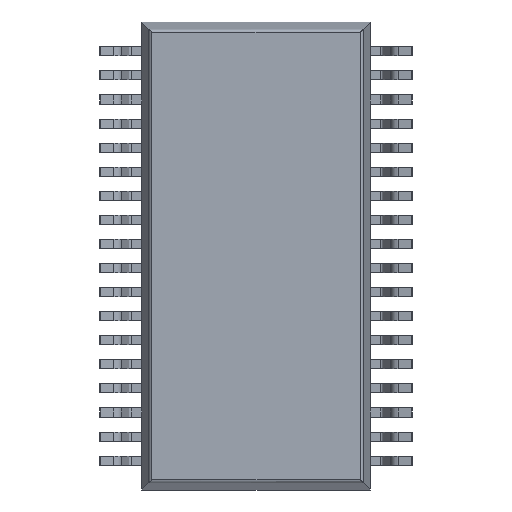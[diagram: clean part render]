
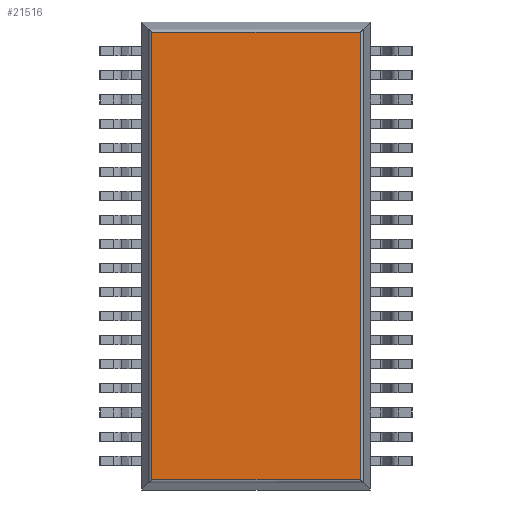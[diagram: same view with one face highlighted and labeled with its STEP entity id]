
A CAD part, front view. The second image highlights one B-rep face of the part: STEP entity #21516.
In plain terms, the highlighted planar face has unit normal (0, -1, 0).
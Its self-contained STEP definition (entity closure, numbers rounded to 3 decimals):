
#11901 = CARTESIAN_POINT ( 'NONE',  ( -3.459, 0.15, -7.434 ) ) ;
#11928 = CARTESIAN_POINT ( 'NONE',  ( 3.459, 0.15, -7.434 ) ) ;
#11929 = DIRECTION ( 'NONE',  ( 1., 0., 0. ) ) ;
#11930 = VECTOR ( 'NONE', #11929, 1000. ) ;
#11931 = CARTESIAN_POINT ( 'NONE',  ( -3.8, 0.15, -7.434 ) ) ;
#11932 = LINE ( 'NONE', #11931, #11930 ) ;
#11943 = DIRECTION ( 'NONE',  ( 0., 0., -1. ) ) ;
#11944 = DIRECTION ( 'NONE',  ( 0., -1., 0. ) ) ;
#11945 = CARTESIAN_POINT ( 'NONE',  ( -3.8, 0.15, -7.775 ) ) ;
#11946 = AXIS2_PLACEMENT_3D ( 'NONE', #11945, #11944, #11943 ) ;
#11947 = PLANE ( 'NONE',  #11946 ) ;
#11962 = FACE_OUTER_BOUND ( 'NONE', #21518, .T. ) ;
#11989 = CARTESIAN_POINT ( 'NONE',  ( -3.459, 0.15, 7.434 ) ) ;
#11990 = DIRECTION ( 'NONE',  ( 0., 0., -1. ) ) ;
#11991 = VECTOR ( 'NONE', #11990, 1000. ) ;
#11992 = CARTESIAN_POINT ( 'NONE',  ( -3.459, 0.15, -7.775 ) ) ;
#11993 = LINE ( 'NONE', #11992, #11991 ) ;
#12318 = DIRECTION ( 'NONE',  ( 0., 0., 1. ) ) ;
#12319 = VECTOR ( 'NONE', #12318, 1000. ) ;
#12320 = CARTESIAN_POINT ( 'NONE',  ( 3.459, 0.15, -7.775 ) ) ;
#12321 = LINE ( 'NONE', #12320, #12319 ) ;
#12462 = CARTESIAN_POINT ( 'NONE',  ( 3.459, 0.15, 7.434 ) ) ;
#12510 = DIRECTION ( 'NONE',  ( -1., 0., 0. ) ) ;
#12511 = VECTOR ( 'NONE', #12510, 1000. ) ;
#12512 = CARTESIAN_POINT ( 'NONE',  ( -3.8, 0.15, 7.434 ) ) ;
#12513 = LINE ( 'NONE', #12512, #12511 ) ;
#20611 = ORIENTED_EDGE ( 'NONE', *, *, #21621, .T. ) ;
#21499 = VERTEX_POINT ( 'NONE', #11901 ) ;
#21502 = ORIENTED_EDGE ( 'NONE', *, *, #21504, .T. ) ;
#21504 = EDGE_CURVE ( 'NONE', #21499, #21506, #11932, .T. ) ;
#21506 = VERTEX_POINT ( 'NONE', #11928 ) ;
#21516 = ADVANCED_FACE ( 'NONE', ( #11962 ), #11947, .T. ) ;
#21518 = EDGE_LOOP ( 'NONE', ( #21521, #21502, #20611, #21733 ) ) ;
#21521 = ORIENTED_EDGE ( 'NONE', *, *, #21523, .T. ) ;
#21523 = EDGE_CURVE ( 'NONE', #21524, #21499, #11993, .T. ) ;
#21524 = VERTEX_POINT ( 'NONE', #11989 ) ;
#21621 = EDGE_CURVE ( 'NONE', #21506, #21731, #12321, .T. ) ;
#21731 = VERTEX_POINT ( 'NONE', #12462 ) ;
#21733 = ORIENTED_EDGE ( 'NONE', *, *, #21734, .T. ) ;
#21734 = EDGE_CURVE ( 'NONE', #21731, #21524, #12513, .T. ) ;
